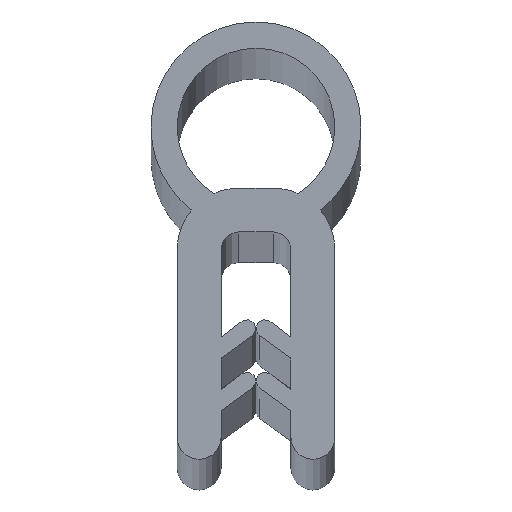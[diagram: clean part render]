
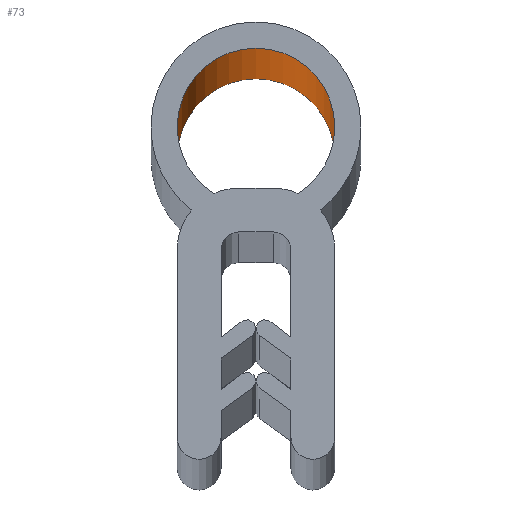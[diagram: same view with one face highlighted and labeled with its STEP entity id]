
A CAD part, top view. The second image highlights one B-rep face of the part: STEP entity #73.
In plain terms, the highlighted cylindrical face has radius 4.5 mm (diameter 9 mm), a partial arc.
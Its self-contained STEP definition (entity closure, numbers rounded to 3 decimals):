
#22 = EDGE_CURVE ( 'NONE', #736, #735, #1349, .T. ) ;
#24 = EDGE_CURVE ( 'NONE', #735, #737, #1195, .T. ) ;
#28 = AXIS2_PLACEMENT_3D ( 'NONE', #1188, #1189, #1190 ) ;
#36 = EDGE_CURVE ( 'NONE', #736, #739, #1213, .T. ) ;
#73 = ADVANCED_FACE ( 'NONE', ( #1122 ), #1129, .F. ) ;
#266 = ORIENTED_EDGE ( 'NONE', *, *, #1147, .F. ) ;
#271 = ORIENTED_EDGE ( 'NONE', *, *, #24, .T. ) ;
#275 = ORIENTED_EDGE ( 'NONE', *, *, #36, .F. ) ;
#277 = ORIENTED_EDGE ( 'NONE', *, *, #22, .T. ) ;
#326 = AXIS2_PLACEMENT_3D ( 'NONE', #638, #642, #643 ) ;
#526 = CIRCLE ( 'NONE', #326, 4.5 ) ;
#638 = CARTESIAN_POINT ( 'NONE',  ( 0., -6., -500. ) ) ;
#642 = DIRECTION ( 'NONE',  ( 0., 0., 1. ) ) ;
#643 = DIRECTION ( 'NONE',  ( 1., 0., 0. ) ) ;
#735 = VERTEX_POINT ( 'NONE', #1268 ) ;
#736 = VERTEX_POINT ( 'NONE', #1254 ) ;
#737 = VERTEX_POINT ( 'NONE', #1269 ) ;
#739 = VERTEX_POINT ( 'NONE', #1271 ) ;
#846 = CARTESIAN_POINT ( 'NONE',  ( 0., -6., 500. ) ) ;
#847 = DIRECTION ( 'NONE',  ( 0., 0., -1. ) ) ;
#848 = DIRECTION ( 'NONE',  ( -1., 0., 0. ) ) ;
#973 = EDGE_LOOP ( 'NONE', ( #275, #277, #271, #266 ) ) ;
#1122 = FACE_OUTER_BOUND ( 'NONE', #973, .T. ) ;
#1128 = AXIS2_PLACEMENT_3D ( 'NONE', #846, #847, #848 ) ;
#1129 = CYLINDRICAL_SURFACE ( 'NONE', #1128, 4.5 ) ;
#1147 = EDGE_CURVE ( 'NONE', #739, #737, #526, .T. ) ;
#1188 = CARTESIAN_POINT ( 'NONE',  ( 0., -6., 500. ) ) ;
#1189 = DIRECTION ( 'NONE',  ( 0., 0., 1. ) ) ;
#1190 = DIRECTION ( 'NONE',  ( 1., 0., 0. ) ) ;
#1195 = LINE ( 'NONE', #1196, #1371 ) ;
#1196 = CARTESIAN_POINT ( 'NONE',  ( -4.5, -6., 500. ) ) ;
#1197 = DIRECTION ( 'NONE',  ( 0., 0., -1. ) ) ;
#1213 = LINE ( 'NONE', #1214, #1362 ) ;
#1214 = CARTESIAN_POINT ( 'NONE',  ( 4.5, -6., 500. ) ) ;
#1215 = DIRECTION ( 'NONE',  ( 0., 0., -1. ) ) ;
#1254 = CARTESIAN_POINT ( 'NONE',  ( 4.5, -6., 500. ) ) ;
#1268 = CARTESIAN_POINT ( 'NONE',  ( -4.5, -6., 500. ) ) ;
#1269 = CARTESIAN_POINT ( 'NONE',  ( -4.5, -6., -500. ) ) ;
#1271 = CARTESIAN_POINT ( 'NONE',  ( 4.5, -6., -500. ) ) ;
#1349 = CIRCLE ( 'NONE', #28, 4.5 ) ;
#1362 = VECTOR ( 'NONE', #1215, 1000. ) ;
#1371 = VECTOR ( 'NONE', #1197, 1000. ) ;
